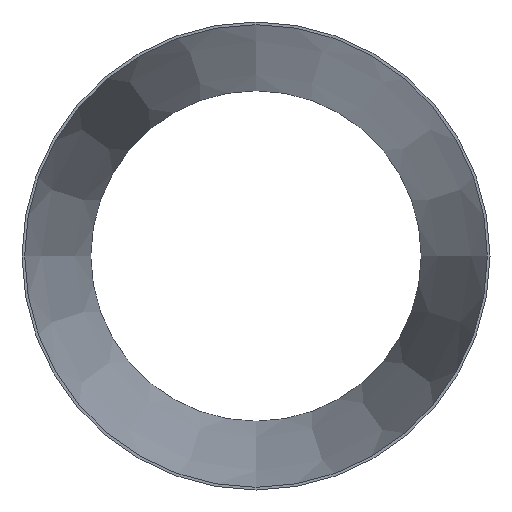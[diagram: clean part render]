
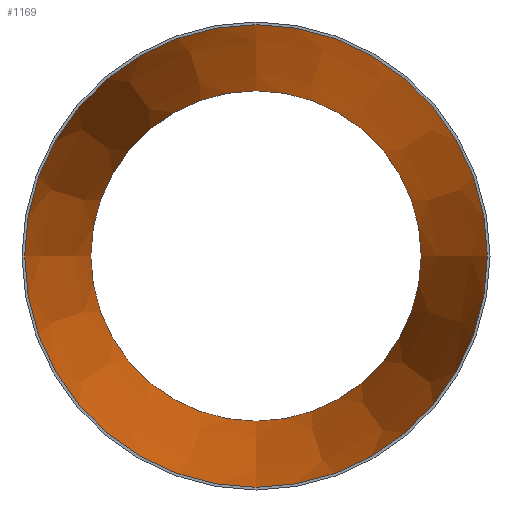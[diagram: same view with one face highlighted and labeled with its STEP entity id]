
A CAD part, front view. The second image highlights one B-rep face of the part: STEP entity #1169.
In plain terms, the highlighted conical face has half-angle 9.31 degrees and reference radius 349.947 mm.
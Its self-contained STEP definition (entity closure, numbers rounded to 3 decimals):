
#1169 = ADVANCED_FACE ( 'NONE', ( #28135, #43674 ), #2123, .F. ) ;
#1341 = AXIS2_PLACEMENT_3D ( 'NONE', #20528, #13349, #9503 ) ;
#2123 = CONICAL_SURFACE ( 'NONE', #1341, 349.947, 0.162 ) ;
#6389 = DIRECTION ( 'NONE',  ( 0., -1., 0. ) ) ;
#9503 = DIRECTION ( 'NONE',  ( 0., 0., -1. ) ) ;
#9917 = EDGE_LOOP ( 'NONE', ( #21621 ) ) ;
#10048 = ORIENTED_EDGE ( 'NONE', *, *, #41036, .F. ) ;
#13349 = DIRECTION ( 'NONE',  ( 0., -1., 0. ) ) ;
#15253 = CIRCLE ( 'NONE', #35644, 349.947 ) ;
#15664 = CARTESIAN_POINT ( 'NONE',  ( 0., 0., -349.947 ) ) ;
#18072 = CIRCLE ( 'NONE', #45671, 249.947 ) ;
#19875 = EDGE_CURVE ( 'NONE', #34254, #34254, #15253, .T. ) ;
#20528 = CARTESIAN_POINT ( 'NONE',  ( 0., 0., 0. ) ) ;
#21621 = ORIENTED_EDGE ( 'NONE', *, *, #19875, .T. ) ;
#21717 = DIRECTION ( 'NONE',  ( 0., 0., -1. ) ) ;
#22799 = VERTEX_POINT ( 'NONE', #38829 ) ;
#28135 = FACE_BOUND ( 'NONE', #50178, .T. ) ;
#28599 = CARTESIAN_POINT ( 'NONE',  ( 0., 610., 0. ) ) ;
#34254 = VERTEX_POINT ( 'NONE', #15664 ) ;
#35644 = AXIS2_PLACEMENT_3D ( 'NONE', #37730, #6389, #21717 ) ;
#37730 = CARTESIAN_POINT ( 'NONE',  ( 0., 0., 0. ) ) ;
#38829 = CARTESIAN_POINT ( 'NONE',  ( 0., 610., -249.947 ) ) ;
#40048 = DIRECTION ( 'NONE',  ( 0., -1., 0. ) ) ;
#40558 = DIRECTION ( 'NONE',  ( 0., 0., -1. ) ) ;
#41036 = EDGE_CURVE ( 'NONE', #22799, #22799, #18072, .T. ) ;
#43674 = FACE_OUTER_BOUND ( 'NONE', #9917, .T. ) ;
#45671 = AXIS2_PLACEMENT_3D ( 'NONE', #28599, #40048, #40558 ) ;
#50178 = EDGE_LOOP ( 'NONE', ( #10048 ) ) ;
